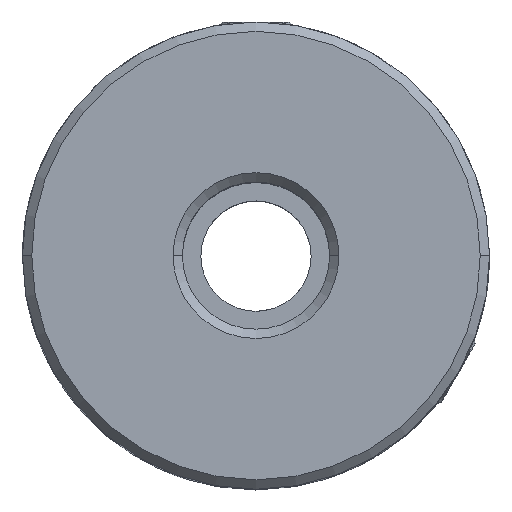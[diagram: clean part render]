
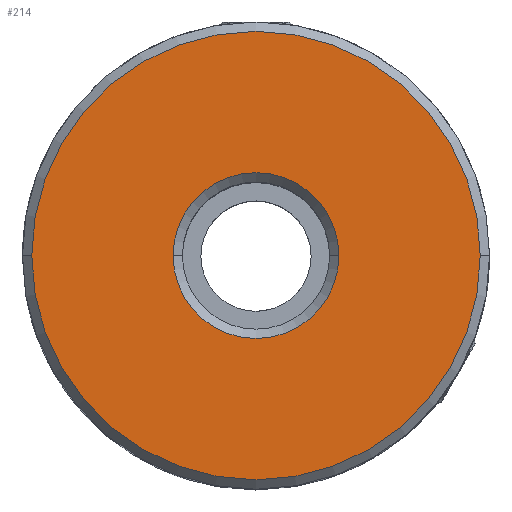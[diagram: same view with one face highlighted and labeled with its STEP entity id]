
A CAD part, top view. The second image highlights one B-rep face of the part: STEP entity #214.
In plain terms, the highlighted planar face has unit normal (0, 0, 1).
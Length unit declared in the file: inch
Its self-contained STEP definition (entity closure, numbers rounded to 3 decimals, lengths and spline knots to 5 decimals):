
#99 = CARTESIAN_POINT ( 'NONE',  ( 0., 0., 0.5 ) ) ;
#214 = ADVANCED_FACE ( 'NONE', ( #4418, #5859 ), #2888, .T. ) ;
#252 = CARTESIAN_POINT ( 'NONE',  ( 0.48, 0., 0.5 ) ) ;
#289 = AXIS2_PLACEMENT_3D ( 'NONE', #3251, #5068, #4596 ) ;
#306 = DIRECTION ( 'NONE',  ( 1., 0., 0. ) ) ;
#446 = EDGE_LOOP ( 'NONE', ( #5556, #3911 ) ) ;
#483 = CIRCLE ( 'NONE', #2734, 0.17748 ) ;
#564 = AXIS2_PLACEMENT_3D ( 'NONE', #2641, #5017, #306 ) ;
#775 = VERTEX_POINT ( 'NONE', #2887 ) ;
#1496 = ORIENTED_EDGE ( 'NONE', *, *, #2214, .T. ) ;
#1549 = AXIS2_PLACEMENT_3D ( 'NONE', #99, #4743, #2848 ) ;
#1633 = EDGE_CURVE ( 'NONE', #2266, #775, #483, .T. ) ;
#1655 = CIRCLE ( 'NONE', #4154, 0.17748 ) ;
#2097 = CIRCLE ( 'NONE', #289, 0.48 ) ;
#2214 = EDGE_CURVE ( 'NONE', #775, #2266, #1655, .T. ) ;
#2266 = VERTEX_POINT ( 'NONE', #5701 ) ;
#2442 = VERTEX_POINT ( 'NONE', #2546 ) ;
#2486 = EDGE_LOOP ( 'NONE', ( #5231, #1496 ) ) ;
#2546 = CARTESIAN_POINT ( 'NONE',  ( -0.48, 0., 0.5 ) ) ;
#2641 = CARTESIAN_POINT ( 'NONE',  ( 0., 0., 0.5 ) ) ;
#2734 = AXIS2_PLACEMENT_3D ( 'NONE', #5613, #3307, #5173 ) ;
#2808 = DIRECTION ( 'NONE',  ( 0., 0., -1. ) ) ;
#2824 = CIRCLE ( 'NONE', #564, 0.48 ) ;
#2848 = DIRECTION ( 'NONE',  ( 1., 0., 0. ) ) ;
#2887 = CARTESIAN_POINT ( 'NONE',  ( -0.17748, 0., 0.5 ) ) ;
#2888 = PLANE ( 'NONE',  #1549 ) ;
#3251 = CARTESIAN_POINT ( 'NONE',  ( 0., 0., 0.5 ) ) ;
#3307 = DIRECTION ( 'NONE',  ( 0., 0., -1. ) ) ;
#3911 = ORIENTED_EDGE ( 'NONE', *, *, #5230, .T. ) ;
#4154 = AXIS2_PLACEMENT_3D ( 'NONE', #5619, #2808, #4676 ) ;
#4418 = FACE_OUTER_BOUND ( 'NONE', #446, .T. ) ;
#4596 = DIRECTION ( 'NONE',  ( 1., 0., 0. ) ) ;
#4676 = DIRECTION ( 'NONE',  ( 1., 0., 0. ) ) ;
#4743 = DIRECTION ( 'NONE',  ( 0., 0., 1. ) ) ;
#4757 = VERTEX_POINT ( 'NONE', #252 ) ;
#5017 = DIRECTION ( 'NONE',  ( 0., 0., 1. ) ) ;
#5068 = DIRECTION ( 'NONE',  ( 0., 0., 1. ) ) ;
#5173 = DIRECTION ( 'NONE',  ( 1., 0., 0. ) ) ;
#5230 = EDGE_CURVE ( 'NONE', #4757, #2442, #2824, .T. ) ;
#5231 = ORIENTED_EDGE ( 'NONE', *, *, #1633, .T. ) ;
#5249 = EDGE_CURVE ( 'NONE', #2442, #4757, #2097, .T. ) ;
#5556 = ORIENTED_EDGE ( 'NONE', *, *, #5249, .T. ) ;
#5613 = CARTESIAN_POINT ( 'NONE',  ( 0., 0., 0.5 ) ) ;
#5619 = CARTESIAN_POINT ( 'NONE',  ( 0., 0., 0.5 ) ) ;
#5701 = CARTESIAN_POINT ( 'NONE',  ( 0.17748, 0., 0.5 ) ) ;
#5859 = FACE_BOUND ( 'NONE', #2486, .T. ) ;
